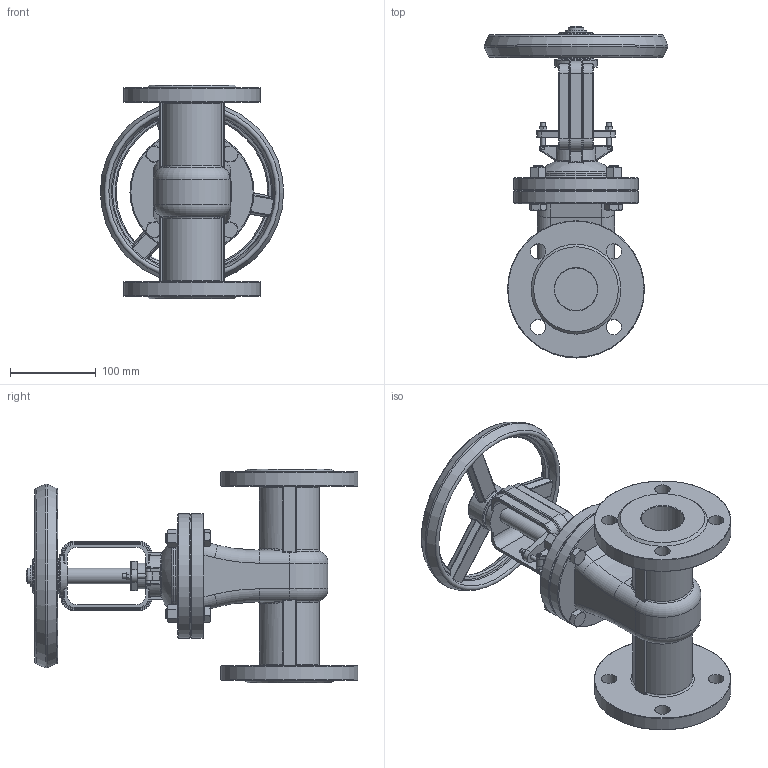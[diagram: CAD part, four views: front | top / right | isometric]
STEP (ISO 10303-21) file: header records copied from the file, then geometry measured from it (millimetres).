
FILE_DESCRIPTION(/* description */ (''),/* implementation_level */ '2;1');
FILE_NAME(/* name */ 'DN50_3D_STEP.stp',/* time_stamp */ '2025-09-20T01:35:10+03:00',/* author */ ('igorr'),/* organization */ (''),/* preprocessor_version */ 'ST-DEVELOPER v20',/* originating_system */ 'Autodesk Inventor 2025',/* authorisation */ '');
FILE_SCHEMA (('AUTOMOTIVE_DESIGN { 1 0 10303 214 3 1 1 }'));
Length unit declared in the file: millimetre
Products named in the file (6): Сборка; Деталь1; Деталь2; AS 1110 - M12 x 45; ANSI B18.2.4.2M - M12x1,75; ANSI B18.2.4.2M - M5x0,8
Assembly tree (12 placements, depth 2):
  Сборка
    Деталь1
    Деталь2
    AS 1110 - M12 x 45  x4
    ANSI B18.2.4.2M - M12x1,75  x4
    ANSI B18.2.4.2M - M5x0,8  x2
Bounding box: 214.64 x 387.75 x 250 mm (x, y, z)
Volume: 2731999.1 mm3; surface area: 380491.6 mm2
Topology: 12 solids, 12 shells, 805 faces, 1938 edges, 1183 vertices
Faces by surface type: plane 276, cylinder 200, cone 137, bspline 99, torus 92, sphere 1
Full cylindrical faces by diameter (mm): 3 x4, 4.134 x2, 5 x4, 8 x2, 10.106 x4, 12 x12, 18 x14, 20 x1, 25 x1, 30 x1, 40 x2, 50 x4, 90 x2, 145 x2, 160 x2
Entity records: 22913 total; most frequent: CARTESIAN_POINT 7229, ORIENTED_EDGE 3168, DIRECTION 3052, EDGE_CURVE 1584, AXIS2_PLACEMENT_3D 1242, VERTEX_POINT 977, EDGE_LOOP 719, FACE_OUTER_BOUND 641
